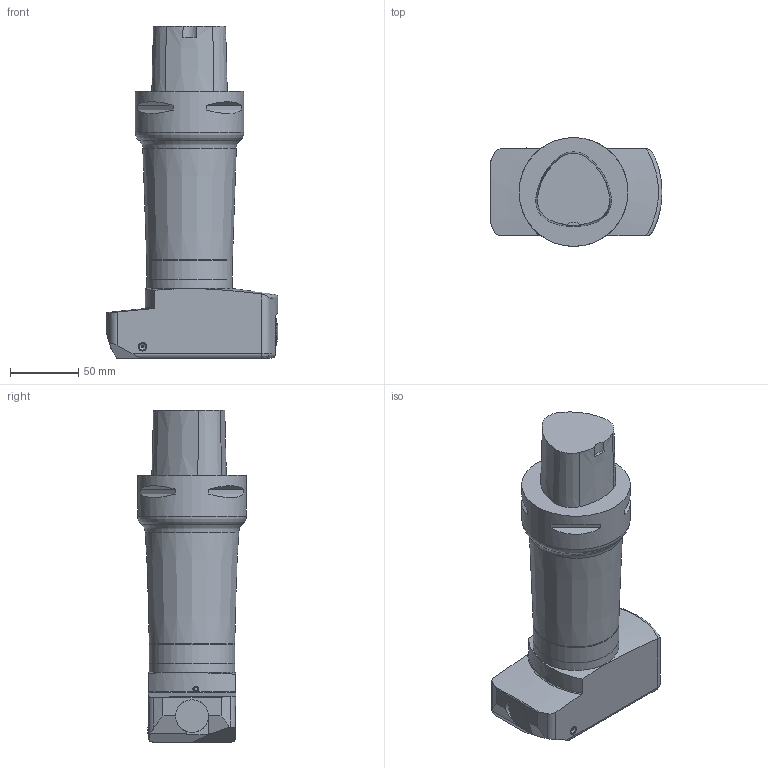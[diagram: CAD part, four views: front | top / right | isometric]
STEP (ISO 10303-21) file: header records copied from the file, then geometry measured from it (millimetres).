
FILE_DESCRIPTION(/* description */ (''),/* implementation_level */ '2;1');
FILE_NAME(/* name */ '1694596725420.stp',/* time_stamp */ '2023-09-13T11:18:51+02:00',/* author */ (''),/* organization */ ('SMS'),/* preprocessor_version */ 'ST-DEVELOPER v16.7',/* originating_system */ 'SIEMENS PLM Software NX 12.0',/* authorisation */ '');
FILE_SCHEMA (('AUTOMOTIVE_DESIGN { 1 0 10303 214 3 1 1 1 }'));
Length unit declared in the file: millimetre
Products named in the file (1): 111166840mod000_02
Bounding box: 126.38 x 80 x 244 mm (x, y, z)
Volume: 1007894.4 mm3; surface area: 91632.3 mm2
Topology: 2 solids, 3 shells, 333 faces, 925 edges, 615 vertices
Faces by surface type: plane 269, cylinder 35, cone 17, torus 7, bspline 3, sphere 2
Full cylindrical faces by diameter (mm): 1.5 x1, 3.3 x1, 4.4 x1, 4.7 x1, 6 x1, 6.25 x1, 8 x1, 8.018 x1, 8.5 x1, 9.5 x2, 10 x1, 24 x2, 62.985 x1, 63 x1, 80 x1
Entity records: 10716 total; most frequent: CARTESIAN_POINT 2577, ORIENTED_EDGE 1754, DIRECTION 1517, EDGE_CURVE 877, VERTEX_POINT 596, LINE 531, VECTOR 531, AXIS2_PLACEMENT_3D 493
